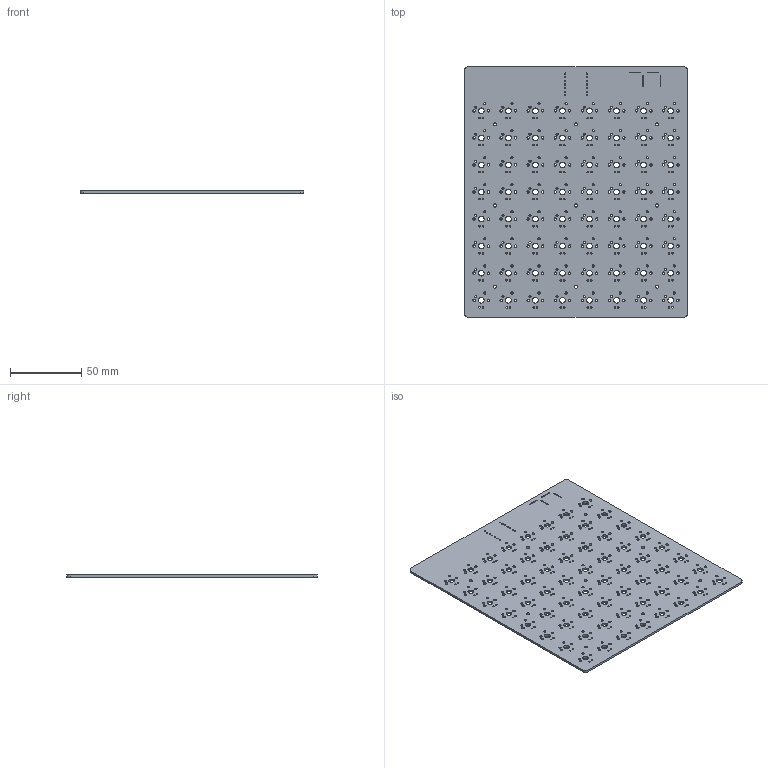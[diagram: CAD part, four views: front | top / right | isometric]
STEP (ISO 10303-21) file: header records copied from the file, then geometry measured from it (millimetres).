
FILE_DESCRIPTION(('KiCad electronic assembly'),'2;1');
FILE_NAME('Untitled.step','2025-06-15T20:24:07',('Pcbnew'),('Kicad'), 'Open CASCADE STEP processor 7.8','KiCad to STEP converter','Unknown' );
FILE_SCHEMA(('AUTOMOTIVE_DESIGN { 1 0 10303 214 1 1 1 1 }'));
Length unit declared in the file: millimetre
Products named in the file (2): Untitled 1; Untitled_PCB
Assembly tree (1 placements, depth 2):
  Untitled 1
    Untitled_PCB
Bounding box: 157.16 x 176.21 x 1.51 mm (x, y, z)
Volume: 39572.9 mm3; surface area: 57444.9 mm2
Topology: 1 solids, 1 shells, 513 faces, 1533 edges, 1022 vertices
Faces by surface type: cylinder 507, plane 6
Full cylindrical faces by diameter (mm): 0.5 x32, 0.889 x14, 1.04 x128, 1.524 x128, 1.702 x128, 2.2 x9, 3.988 x64
Entity records: 19950 total; most frequent: DIRECTION 3577, CARTESIAN_POINT 3070, ORIENTED_EDGE 3066, EDGE_CURVE 1533, AXIS2_PLACEMENT_3D 1529, FACE_BOUND 1519, EDGE_LOOP 1519, VERTEX_POINT 1022
